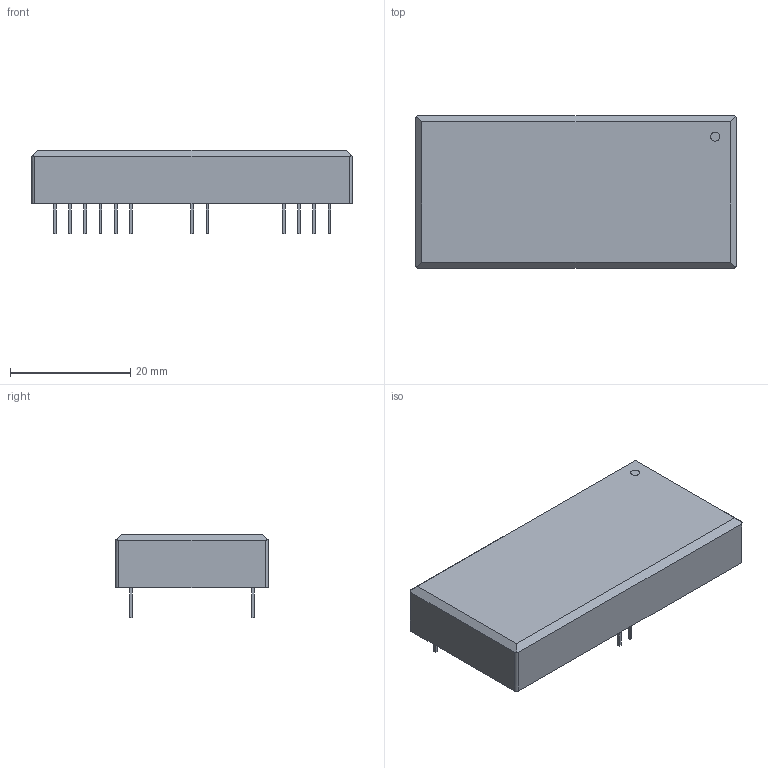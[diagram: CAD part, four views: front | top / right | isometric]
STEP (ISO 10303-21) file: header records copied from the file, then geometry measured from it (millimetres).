
FILE_DESCRIPTION(/* description */ (''),/* implementation_level */ '2;1');
FILE_NAME(/* name */ 'ANALOG-DEVICES_AD210.stp',/* time_stamp */ '2016-12-07T10:40:41+01:00',/* author */ ('riccim'),/* organization */ (''),/* preprocessor_version */ 'ST-DEVELOPER v15.5',/* originating_system */ 'AutoCAD Mechanical',/* authorisation */ '');
FILE_SCHEMA (('AUTOMOTIVE_DESIGN { 1 0 10303 214 3 1 1 }'));
Length unit declared in the file: millimetre
Products named in the file (1): Product
Bounding box: 53.3 x 25.4 x 13.89 mm (x, y, z)
Volume: 11996.1 mm3; surface area: 4137.1 mm2
Topology: 14 solids, 14 shells, 91 faces, 186 edges, 124 vertices
Faces by surface type: plane 85, cylinder 6
Full cylindrical faces by diameter (mm): 1.5 x2
Entity records: 2379 total; most frequent: CARTESIAN_POINT 400, DIRECTION 384, ORIENTED_EDGE 368, EDGE_CURVE 184, LINE 168, VECTOR 168, VERTEX_POINT 124, AXIS2_PLACEMENT_3D 108
